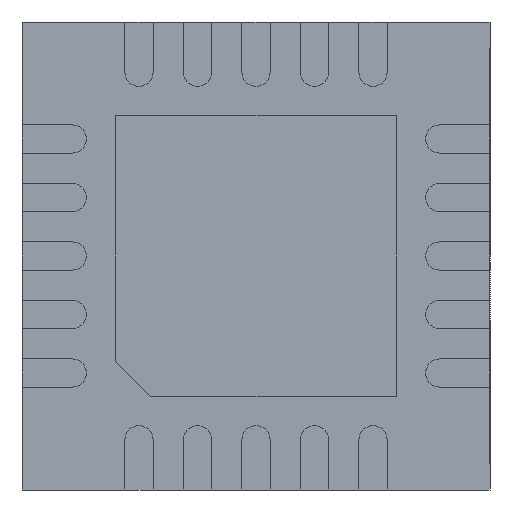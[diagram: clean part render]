
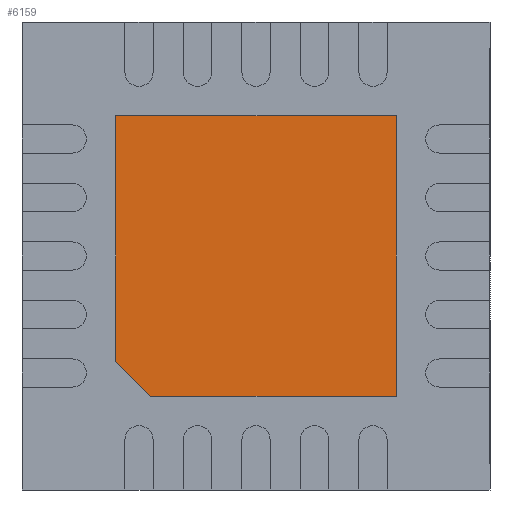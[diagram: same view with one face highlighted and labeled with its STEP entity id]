
A CAD part, front view. The second image highlights one B-rep face of the part: STEP entity #6159.
In plain terms, the highlighted planar face has unit normal (0, -1, 0).
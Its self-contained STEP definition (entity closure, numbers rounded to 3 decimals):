
#77 = VERTEX_POINT ( 'NONE', #847 ) ;
#109 = LINE ( 'NONE', #3210, #5064 ) ;
#448 = CARTESIAN_POINT ( 'NONE',  ( -0.9, 0., -1.2 ) ) ;
#640 = EDGE_CURVE ( 'NONE', #7878, #720, #2785, .T. ) ;
#720 = VERTEX_POINT ( 'NONE', #3916 ) ;
#741 = LINE ( 'NONE', #5504, #2112 ) ;
#847 = CARTESIAN_POINT ( 'NONE',  ( -1.2, 0., -0.9 ) ) ;
#1313 = CARTESIAN_POINT ( 'NONE',  ( -0.9, 0., -1.2 ) ) ;
#1383 = EDGE_CURVE ( 'NONE', #77, #7878, #6791, .T. ) ;
#1459 = CARTESIAN_POINT ( 'NONE',  ( -1.2, 0., 1.2 ) ) ;
#1532 = FACE_OUTER_BOUND ( 'NONE', #4418, .T. ) ;
#1632 = LINE ( 'NONE', #1686, #4877 ) ;
#1686 = CARTESIAN_POINT ( 'NONE',  ( 1.2, 0., -1.2 ) ) ;
#1786 = DIRECTION ( 'NONE',  ( 0., -1., 0. ) ) ;
#2112 = VECTOR ( 'NONE', #5601, 1000. ) ;
#2559 = DIRECTION ( 'NONE',  ( -1., 0., 0. ) ) ;
#2631 = ORIENTED_EDGE ( 'NONE', *, *, #1383, .T. ) ;
#2785 = LINE ( 'NONE', #3270, #8305 ) ;
#3069 = DIRECTION ( 'NONE',  ( 0.707, 0., -0.707 ) ) ;
#3210 = CARTESIAN_POINT ( 'NONE',  ( 1.2, 0., 1.2 ) ) ;
#3235 = PLANE ( 'NONE',  #3462 ) ;
#3270 = CARTESIAN_POINT ( 'NONE',  ( 1.2, 0., -1.2 ) ) ;
#3462 = AXIS2_PLACEMENT_3D ( 'NONE', #5824, #1786, #7883 ) ;
#3916 = CARTESIAN_POINT ( 'NONE',  ( 1.2, 0., -1.2 ) ) ;
#4140 = ORIENTED_EDGE ( 'NONE', *, *, #5271, .T. ) ;
#4285 = EDGE_CURVE ( 'NONE', #720, #5358, #1632, .T. ) ;
#4418 = EDGE_LOOP ( 'NONE', ( #4140, #2631, #6999, #4731, #4671 ) ) ;
#4671 = ORIENTED_EDGE ( 'NONE', *, *, #4925, .T. ) ;
#4731 = ORIENTED_EDGE ( 'NONE', *, *, #4285, .T. ) ;
#4801 = VECTOR ( 'NONE', #3069, 1000. ) ;
#4877 = VECTOR ( 'NONE', #6366, 1000. ) ;
#4925 = EDGE_CURVE ( 'NONE', #5358, #8555, #109, .T. ) ;
#5064 = VECTOR ( 'NONE', #2559, 1000. ) ;
#5271 = EDGE_CURVE ( 'NONE', #8555, #77, #741, .T. ) ;
#5358 = VERTEX_POINT ( 'NONE', #8065 ) ;
#5504 = CARTESIAN_POINT ( 'NONE',  ( -1.2, 0., -0.9 ) ) ;
#5601 = DIRECTION ( 'NONE',  ( 0., 0., -1. ) ) ;
#5824 = CARTESIAN_POINT ( 'NONE',  ( 0., 0., 0. ) ) ;
#5994 = DIRECTION ( 'NONE',  ( 1., 0., 0. ) ) ;
#6159 = ADVANCED_FACE ( 'NONE', ( #1532 ), #3235, .T. ) ;
#6366 = DIRECTION ( 'NONE',  ( 0., 0., 1. ) ) ;
#6791 = LINE ( 'NONE', #448, #4801 ) ;
#6999 = ORIENTED_EDGE ( 'NONE', *, *, #640, .T. ) ;
#7878 = VERTEX_POINT ( 'NONE', #1313 ) ;
#7883 = DIRECTION ( 'NONE',  ( 0., 0., -1. ) ) ;
#8065 = CARTESIAN_POINT ( 'NONE',  ( 1.2, 0., 1.2 ) ) ;
#8305 = VECTOR ( 'NONE', #5994, 1000. ) ;
#8555 = VERTEX_POINT ( 'NONE', #1459 ) ;
